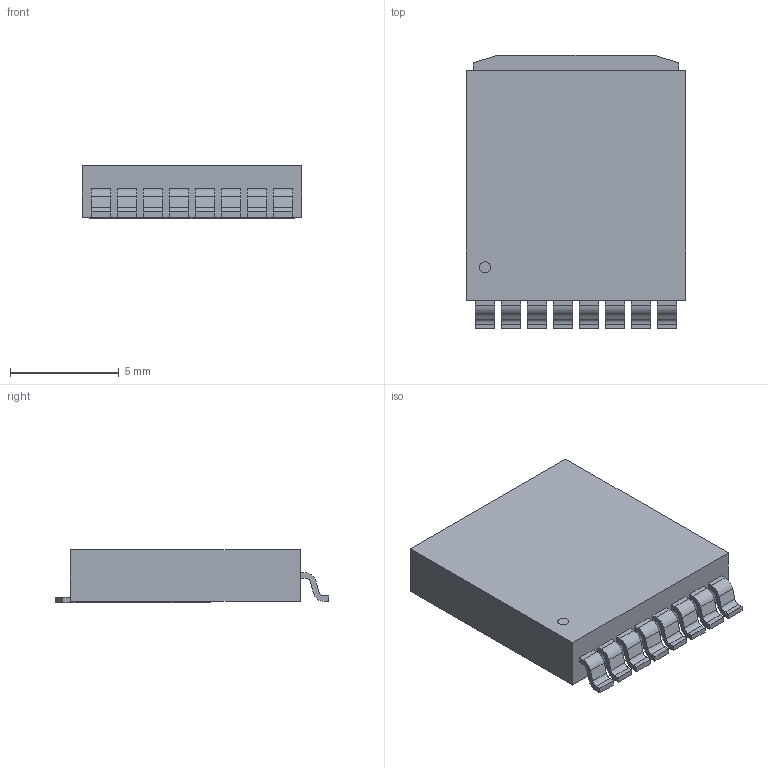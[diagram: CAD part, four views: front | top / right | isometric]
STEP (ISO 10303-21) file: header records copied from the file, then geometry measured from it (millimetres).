
FILE_DESCRIPTION(('STEP AP214'),'1');
FILE_NAME('TRANS_IPT007N06NATMA1_INF','2023-07-29T07:55:44',(''),(''),'','','');
FILE_SCHEMA(('AUTOMOTIVE_DESIGN'));
Length unit declared in the file: millimetre
Products named in the file (1): product
Bounding box: 10.11 x 12.6 x 2.44 mm (x, y, z)
Volume: 262.9 mm3; surface area: 473.4 mm2
Topology: 11 solids, 11 shells, 137 faces, 345 edges, 230 vertices
Faces by surface type: plane 104, cylinder 33
Full cylindrical faces by diameter (mm): 0.505 x1
Entity records: 4059 total; most frequent: DIRECTION 688, ORIENTED_EDGE 688, CARTESIAN_POINT 403, EDGE_CURVE 344, LINE 278, VECTOR 278, VERTEX_POINT 230, AXIS2_PLACEMENT_3D 205
